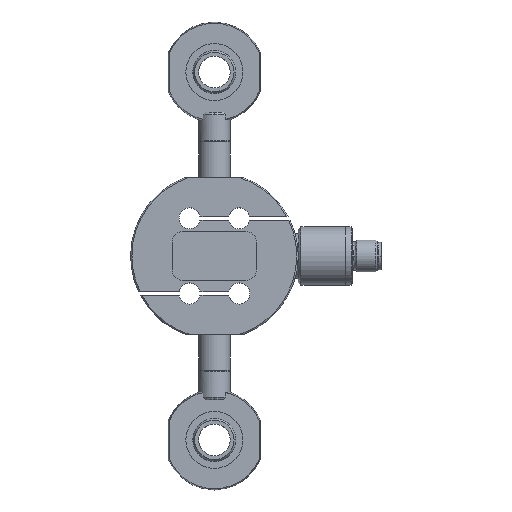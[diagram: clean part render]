
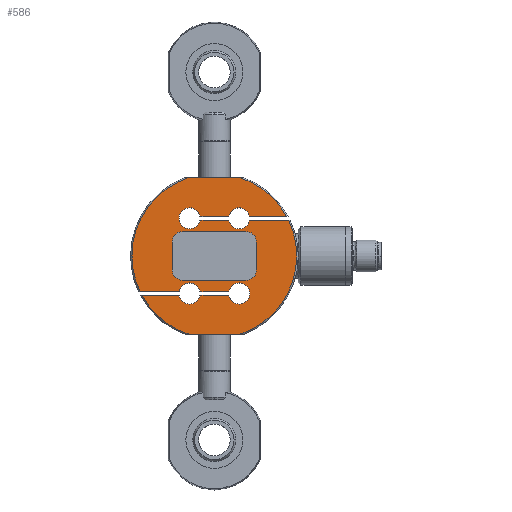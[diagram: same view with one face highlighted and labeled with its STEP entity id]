
A CAD part, top view. The second image highlights one B-rep face of the part: STEP entity #586.
In plain terms, the highlighted planar face has unit normal (0, 0, 1).
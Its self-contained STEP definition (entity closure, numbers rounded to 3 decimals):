
#586=ADVANCED_FACE('27:592',(#1185,#1186),#1187,.T.);
#1185=FACE_BOUND('',#1874,.T.);
#1186=FACE_OUTER_BOUND('',#1875,.T.);
#1187=PLANE('',#1876);
#1874=EDGE_LOOP('',(#3165,#3166,#3167,#3168,#3169,#3170,#3171,#3172));
#1875=EDGE_LOOP('',(#3173,#3174,#3175,#3176,#3177,#3178,#3179,#3180,#3181,#3182,#3183,#3184,#3185,#3186,#3187,#3188,#3189,#3190,#3191,#3192,#3193,#3194,#3195,#3196));
#1876=AXIS2_PLACEMENT_3D('',#3197,#3198,#3199);
#3165=ORIENTED_EDGE('',*,*,#4576,.T.);
#3166=ORIENTED_EDGE('',*,*,#4577,.T.);
#3167=ORIENTED_EDGE('',*,*,#4578,.T.);
#3168=ORIENTED_EDGE('',*,*,#4230,.T.);
#3169=ORIENTED_EDGE('',*,*,#4530,.T.);
#3170=ORIENTED_EDGE('',*,*,#4579,.T.);
#3171=ORIENTED_EDGE('',*,*,#4277,.T.);
#3172=ORIENTED_EDGE('',*,*,#4580,.T.);
#3173=ORIENTED_EDGE('',*,*,#4581,.F.);
#3174=ORIENTED_EDGE('',*,*,#4311,.T.);
#3175=ORIENTED_EDGE('',*,*,#4399,.T.);
#3176=ORIENTED_EDGE('',*,*,#4582,.F.);
#3177=ORIENTED_EDGE('',*,*,#4236,.T.);
#3178=ORIENTED_EDGE('',*,*,#4583,.F.);
#3179=ORIENTED_EDGE('',*,*,#4307,.F.);
#3180=ORIENTED_EDGE('',*,*,#4584,.F.);
#3181=ORIENTED_EDGE('',*,*,#4263,.F.);
#3182=ORIENTED_EDGE('',*,*,#4585,.F.);
#3183=ORIENTED_EDGE('',*,*,#4586,.F.);
#3184=ORIENTED_EDGE('',*,*,#4430,.F.);
#3185=ORIENTED_EDGE('',*,*,#4587,.T.);
#3186=ORIENTED_EDGE('',*,*,#4588,.F.);
#3187=ORIENTED_EDGE('',*,*,#4589,.T.);
#3188=ORIENTED_EDGE('',*,*,#4426,.F.);
#3189=ORIENTED_EDGE('',*,*,#4590,.F.);
#3190=ORIENTED_EDGE('',*,*,#4116,.F.);
#3191=ORIENTED_EDGE('',*,*,#4290,.F.);
#3192=ORIENTED_EDGE('',*,*,#4122,.F.);
#3193=ORIENTED_EDGE('',*,*,#4450,.T.);
#3194=ORIENTED_EDGE('',*,*,#4591,.T.);
#3195=ORIENTED_EDGE('',*,*,#4592,.T.);
#3196=ORIENTED_EDGE('',*,*,#4593,.T.);
#3197=CARTESIAN_POINT('',(0.0,0.0,22.0));
#3198=DIRECTION('',(0.0,0.0,1.0));
#3199=DIRECTION('',(1.0,0.0,0.0));
#4116=EDGE_CURVE('',#5041,#5043,#5044,.T.);
#4122=EDGE_CURVE('27:880',#5052,#5054,#5055,.T.);
#4230=EDGE_CURVE('27:760',#5239,#5240,#5241,.T.);
#4236=EDGE_CURVE('27:811',#5251,#5248,#5252,.T.);
#4263=EDGE_CURVE('27:856',#5297,#5299,#5300,.T.);
#4277=EDGE_CURVE('27:715',#5322,#5323,#5324,.T.);
#4290=EDGE_CURVE('27:877',#5054,#5041,#5341,.T.);
#4307=EDGE_CURVE('27:850',#5368,#5363,#5370,.T.);
#4311=EDGE_CURVE('27:841',#5377,#5375,#5378,.T.);
#4399=EDGE_CURVE('27:844',#5375,#5524,#5526,.T.);
#4426=EDGE_CURVE('27:874',#5562,#5557,#5564,.T.);
#4430=EDGE_CURVE('27:862',#5568,#5566,#5570,.T.);
#4450=EDGE_CURVE('27:883',#5052,#5596,#5598,.T.);
#4530=EDGE_CURVE('27:694',#5240,#5710,#5711,.T.);
#4576=EDGE_CURVE('27:733',#5773,#5774,#5775,.T.);
#4577=EDGE_CURVE('27:742',#5774,#5776,#5777,.T.);
#4578=EDGE_CURVE('27:751',#5776,#5239,#5778,.T.);
#4579=EDGE_CURVE('27:706',#5710,#5322,#5779,.T.);
#4580=EDGE_CURVE('27:724',#5323,#5773,#5780,.T.);
#4581=EDGE_CURVE('27:838',#5377,#5781,#5782,.T.);
#4582=EDGE_CURVE('27:847',#5251,#5524,#5783,.T.);
#4583=EDGE_CURVE('',#5363,#5248,#5784,.T.);
#4584=EDGE_CURVE('27:853',#5299,#5368,#5785,.T.);
#4585=EDGE_CURVE('27:859',#5786,#5297,#5787,.T.);
#4586=EDGE_CURVE('',#5566,#5786,#5788,.T.);
#4587=EDGE_CURVE('27:865',#5568,#5789,#5790,.T.);
#4588=EDGE_CURVE('27:868',#5791,#5789,#5792,.T.);
#4589=EDGE_CURVE('27:871',#5791,#5557,#5793,.T.);
#4590=EDGE_CURVE('27:775',#5043,#5562,#5794,.T.);
#4591=EDGE_CURVE('27:886',#5596,#5795,#5796,.T.);
#4592=EDGE_CURVE('27:889',#5795,#5797,#5798,.T.);
#4593=EDGE_CURVE('',#5797,#5781,#5799,.T.);
#5041=VERTEX_POINT('',#6153);
#5043=VERTEX_POINT('',#6156);
#5044=CIRCLE('',#6157,31.25);
#5052=VERTEX_POINT('',#6175);
#5054=VERTEX_POINT('',#6178);
#5055=LINE('',#6179,#6180);
#5239=VERTEX_POINT('',#6409);
#5240=VERTEX_POINT('',#6410);
#5241=CIRCLE('',#6411,4.);
#5248=VERTEX_POINT('',#6420);
#5251=VERTEX_POINT('',#6432);
#5252=LINE('',#6433,#6434);
#5297=VERTEX_POINT('',#6513);
#5299=VERTEX_POINT('',#6516);
#5300=CIRCLE('',#6517,4.0);
#5322=VERTEX_POINT('',#6542);
#5323=VERTEX_POINT('',#6543);
#5324=LINE('',#6544,#6545);
#5341=CIRCLE('',#6567,31.25);
#5363=VERTEX_POINT('',#6603);
#5368=VERTEX_POINT('',#6609);
#5370=CIRCLE('',#6620,31.25);
#5375=VERTEX_POINT('',#6625);
#5377=VERTEX_POINT('',#6628);
#5378=CIRCLE('',#6629,4.0);
#5524=VERTEX_POINT('',#6833);
#5526=LINE('',#6844,#6845);
#5557=VERTEX_POINT('',#6898);
#5562=VERTEX_POINT('',#6912);
#5564=CIRCLE('',#6923,31.25);
#5566=VERTEX_POINT('',#6925);
#5568=VERTEX_POINT('',#6928);
#5570=CIRCLE('',#6931,4.0);
#5596=VERTEX_POINT('',#6962);
#5598=CIRCLE('',#6965,4.0);
#5710=VERTEX_POINT('',#7105);
#5711=LINE('',#7106,#7107);
#5773=VERTEX_POINT('',#7189);
#5774=VERTEX_POINT('',#7190);
#5775=LINE('',#7191,#7192);
#5776=VERTEX_POINT('',#7193);
#5777=CIRCLE('',#7194,4.0);
#5778=LINE('',#7195,#7196);
#5779=CIRCLE('',#7197,4.0);
#5780=CIRCLE('',#7198,4.0);
#5781=VERTEX_POINT('',#7199);
#5782=LINE('',#7200,#7201);
#5783=CIRCLE('',#7202,31.25);
#5784=CIRCLE('',#7203,31.25);
#5785=LINE('',#7204,#7205);
#5786=VERTEX_POINT('',#7206);
#5787=LINE('',#7207,#7208);
#5788=CIRCLE('',#7209,4.0);
#5789=VERTEX_POINT('',#7210);
#5790=LINE('',#7211,#7212);
#5791=VERTEX_POINT('',#7213);
#5792=CIRCLE('',#7214,4.0);
#5793=LINE('',#7215,#7216);
#5794=LINE('',#7217,#7218);
#5795=VERTEX_POINT('',#7219);
#5796=LINE('',#7220,#7221);
#5797=VERTEX_POINT('',#7222);
#5798=CIRCLE('',#7223,4.0);
#5799=CIRCLE('',#7224,4.0);
#6153=CARTESIAN_POINT('',(-31.25,0.,22.0));
#6156=CARTESIAN_POINT('',(-9.566,29.75,22.0));
#6157=AXIS2_PLACEMENT_3D('',#7705,#7706,#7707);
#6175=CARTESIAN_POINT('',(-13.329,-13.5,22.0));
#6178=CARTESIAN_POINT('',(-28.184,-13.5,22.0));
#6179=CARTESIAN_POINT('',(-9.4,-13.5,22.0));
#6180=VECTOR('',#7713,1.0);
#6409=CARTESIAN_POINT('',(12.0,9.25,22.0));
#6410=CARTESIAN_POINT('',(16.0,5.25,22.0));
#6411=AXIS2_PLACEMENT_3D('',#7921,#7922,#7923);
#6420=CARTESIAN_POINT('',(9.566,-29.75,22.0));
#6432=CARTESIAN_POINT('',(-9.566,-29.75,22.0));
#6433=CARTESIAN_POINT('',(-37.0,-29.75,22.0));
#6434=VECTOR('',#7929,1.0);
#6513=CARTESIAN_POINT('',(5.471,13.5,22.0));
#6516=CARTESIAN_POINT('',(13.329,13.5,22.0));
#6517=AXIS2_PLACEMENT_3D('',#7971,#7972,#7973);
#6542=CARTESIAN_POINT('',(12.0,-9.25,22.0));
#6543=CARTESIAN_POINT('',(-12.0,-9.25,22.0));
#6544=CARTESIAN_POINT('',(0.,-9.25,22.0));
#6545=VECTOR('',#7998,1.0);
#6567=AXIS2_PLACEMENT_3D('',#8016,#8017,#8018);
#6603=CARTESIAN_POINT('',(31.25,0.,22.0));
#6609=CARTESIAN_POINT('',(28.184,13.5,22.0));
#6620=AXIS2_PLACEMENT_3D('',#8037,#8038,#8039);
#6625=CARTESIAN_POINT('',(-13.329,-15.0,22.0));
#6628=CARTESIAN_POINT('',(-5.471,-15.0,22.0));
#6629=AXIS2_PLACEMENT_3D('',#8044,#8045,#8046);
#6833=CARTESIAN_POINT('',(-27.415,-15.0,22.0));
#6844=CARTESIAN_POINT('',(-9.4,-15.0,22.0));
#6845=VECTOR('',#8198,1.0);
#6898=CARTESIAN_POINT('',(27.415,15.0,22.0));
#6912=CARTESIAN_POINT('',(9.566,29.75,22.0));
#6923=AXIS2_PLACEMENT_3D('',#8233,#8234,#8235);
#6925=CARTESIAN_POINT('',(-13.4,14.25,22.0));
#6928=CARTESIAN_POINT('',(-5.471,15.0,22.0));
#6931=AXIS2_PLACEMENT_3D('',#8238,#8239,#8240);
#6962=CARTESIAN_POINT('',(-5.471,-13.5,22.0));
#6965=AXIS2_PLACEMENT_3D('',#8268,#8269,#8270);
#7105=CARTESIAN_POINT('',(16.0,-5.25,22.0));
#7106=CARTESIAN_POINT('',(16.0,0.,22.0));
#7107=VECTOR('',#8374,1.0);
#7189=CARTESIAN_POINT('',(-16.0,-5.25,22.0));
#7190=CARTESIAN_POINT('',(-16.0,5.25,22.0));
#7191=CARTESIAN_POINT('',(-16.0,0.,22.0));
#7192=VECTOR('',#8440,1.0);
#7193=CARTESIAN_POINT('',(-12.0,9.25,22.0));
#7194=AXIS2_PLACEMENT_3D('',#8441,#8442,#8443);
#7195=CARTESIAN_POINT('',(0.,9.25,22.0));
#7196=VECTOR('',#8444,1.0);
#7197=AXIS2_PLACEMENT_3D('',#8445,#8446,#8447);
#7198=AXIS2_PLACEMENT_3D('',#8448,#8449,#8450);
#7199=CARTESIAN_POINT('',(5.471,-15.0,22.0));
#7200=CARTESIAN_POINT('',(-9.4,-15.0,22.0));
#7201=VECTOR('',#8451,1.0);
#7202=AXIS2_PLACEMENT_3D('',#8452,#8453,#8454);
#7203=AXIS2_PLACEMENT_3D('',#8455,#8456,#8457);
#7204=CARTESIAN_POINT('',(-9.4,13.5,22.0));
#7205=VECTOR('',#8458,1.0);
#7206=CARTESIAN_POINT('',(-5.471,13.5,22.0));
#7207=CARTESIAN_POINT('',(-9.4,13.5,22.0));
#7208=VECTOR('',#8459,1.0);
#7209=AXIS2_PLACEMENT_3D('',#8460,#8461,#8462);
#7210=CARTESIAN_POINT('',(5.471,15.0,22.0));
#7211=CARTESIAN_POINT('',(-9.4,15.0,22.0));
#7212=VECTOR('',#8463,1.0);
#7213=CARTESIAN_POINT('',(13.329,15.0,22.0));
#7214=AXIS2_PLACEMENT_3D('',#8464,#8465,#8466);
#7215=CARTESIAN_POINT('',(-9.4,15.0,22.0));
#7216=VECTOR('',#8467,1.0);
#7217=CARTESIAN_POINT('',(-37.0,29.75,22.0));
#7218=VECTOR('',#8468,1.0);
#7219=CARTESIAN_POINT('',(5.471,-13.5,22.0));
#7220=CARTESIAN_POINT('',(-9.4,-13.5,22.0));
#7221=VECTOR('',#8469,1.0);
#7222=CARTESIAN_POINT('',(13.4,-14.25,22.0));
#7223=AXIS2_PLACEMENT_3D('',#8470,#8471,#8472);
#7224=AXIS2_PLACEMENT_3D('',#8473,#8474,#8475);
#7705=CARTESIAN_POINT('',(0.0,0.0,22.0));
#7706=DIRECTION('',(-0.0,0.0,-1.0));
#7707=DIRECTION('',(-1.0,0.0,0.0));
#7713=DIRECTION('',(-1.0,0.0,0.0));
#7921=CARTESIAN_POINT('',(12.0,5.25,22.0));
#7922=DIRECTION('',(0.0,-0.0,-1.0));
#7923=DIRECTION('',(1.0,0.,0.0));
#7929=DIRECTION('',(1.0,0.,0.0));
#7971=CARTESIAN_POINT('',(9.4,14.25,22.0));
#7972=DIRECTION('',(0.0,0.0,1.0));
#7973=DIRECTION('',(1.0,0.0,0.0));
#7998=DIRECTION('',(-1.0,0.,0.0));
#8016=CARTESIAN_POINT('',(0.0,0.0,22.0));
#8017=DIRECTION('',(-0.0,0.0,-1.0));
#8018=DIRECTION('',(-1.0,0.0,0.0));
#8037=CARTESIAN_POINT('',(0.0,0.0,22.0));
#8038=DIRECTION('',(-0.0,0.0,-1.0));
#8039=DIRECTION('',(-1.0,0.0,0.0));
#8044=CARTESIAN_POINT('',(-9.4,-14.25,22.0));
#8045=DIRECTION('',(0.0,0.0,-1.0));
#8046=DIRECTION('',(1.0,0.0,0.0));
#8198=DIRECTION('',(-1.0,0.0,0.0));
#8233=CARTESIAN_POINT('',(0.0,0.0,22.0));
#8234=DIRECTION('',(-0.0,0.0,-1.0));
#8235=DIRECTION('',(-1.0,0.0,0.0));
#8238=CARTESIAN_POINT('',(-9.4,14.25,22.0));
#8239=DIRECTION('',(0.0,0.0,1.0));
#8240=DIRECTION('',(1.0,0.0,0.0));
#8268=CARTESIAN_POINT('',(-9.4,-14.25,22.0));
#8269=DIRECTION('',(0.0,0.0,-1.0));
#8270=DIRECTION('',(1.0,0.0,0.0));
#8374=DIRECTION('',(0.,-1.0,0.0));
#8440=DIRECTION('',(0.0,1.0,-0.0));
#8441=CARTESIAN_POINT('',(-12.0,5.25,22.0));
#8442=DIRECTION('',(-0.0,0.0,-1.0));
#8443=DIRECTION('',(-1.0,0.0,0.0));
#8444=DIRECTION('',(1.0,0.,0.0));
#8445=CARTESIAN_POINT('',(12.0,-5.25,22.0));
#8446=DIRECTION('',(0.0,-0.0,-1.0));
#8447=DIRECTION('',(0.,-1.0,0.0));
#8448=CARTESIAN_POINT('',(-12.0,-5.25,22.0));
#8449=DIRECTION('',(-0.0,0.0,-1.0));
#8450=DIRECTION('',(-1.0,0.0,0.0));
#8451=DIRECTION('',(1.0,0.0,0.0));
#8452=CARTESIAN_POINT('',(0.0,0.0,22.0));
#8453=DIRECTION('',(-0.0,0.0,-1.0));
#8454=DIRECTION('',(-1.0,0.0,0.0));
#8455=CARTESIAN_POINT('',(0.0,0.0,22.0));
#8456=DIRECTION('',(-0.0,0.0,-1.0));
#8457=DIRECTION('',(-1.0,0.0,0.0));
#8458=DIRECTION('',(1.0,0.,0.0));
#8459=DIRECTION('',(1.0,0.,0.0));
#8460=CARTESIAN_POINT('',(-9.4,14.25,22.0));
#8461=DIRECTION('',(0.0,0.0,1.0));
#8462=DIRECTION('',(1.0,0.0,0.0));
#8463=DIRECTION('',(1.0,0.0,0.0));
#8464=CARTESIAN_POINT('',(9.4,14.25,22.0));
#8465=DIRECTION('',(0.0,0.0,1.0));
#8466=DIRECTION('',(1.0,0.0,0.0));
#8467=DIRECTION('',(1.0,0.0,0.0));
#8468=DIRECTION('',(1.0,0.0,0.0));
#8469=DIRECTION('',(1.0,0.,0.0));
#8470=CARTESIAN_POINT('',(9.4,-14.25,22.0));
#8471=DIRECTION('',(0.0,0.0,-1.0));
#8472=DIRECTION('',(1.0,0.0,0.0));
#8473=CARTESIAN_POINT('',(9.4,-14.25,22.0));
#8474=DIRECTION('',(0.0,0.0,-1.0));
#8475=DIRECTION('',(1.0,0.0,0.0));
